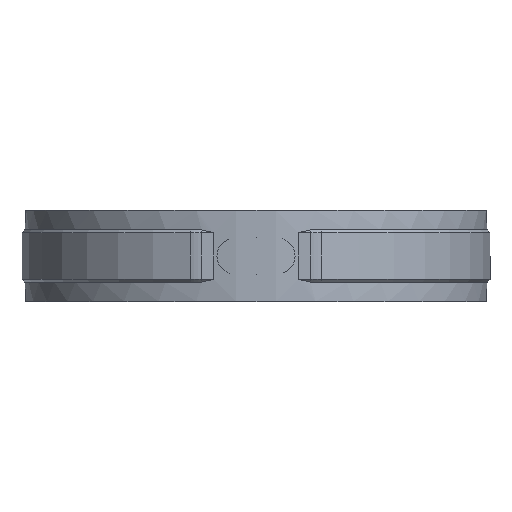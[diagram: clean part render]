
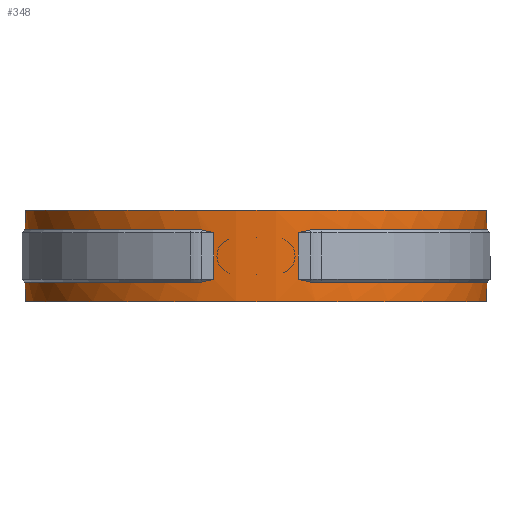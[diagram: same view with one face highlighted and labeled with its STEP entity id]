
A CAD part, front view. The second image highlights one B-rep face of the part: STEP entity #348.
In plain terms, the highlighted cylindrical face has radius 88.6 mm (diameter 177.2 mm), a partial arc.
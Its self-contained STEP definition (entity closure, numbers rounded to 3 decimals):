
#348 = ADVANCED_FACE( '', ( #563 ), #564, .T. );
#563 = FACE_OUTER_BOUND( '', #1317, .T. );
#564 = CYLINDRICAL_SURFACE( '', #1318, 88.6 );
#1317 = EDGE_LOOP( '', ( #3064, #3065, #3066, #3067, #3068, #3069, #3070, #3071, #3072, #3073, #3074, #3075, #3076, #3077, #3078, #3079 ) );
#1318 = AXIS2_PLACEMENT_3D( '', #3080, #3081, #3082 );
#3064 = ORIENTED_EDGE( '', *, *, #5098, .F. );
#3065 = ORIENTED_EDGE( '', *, *, #5094, .T. );
#3066 = ORIENTED_EDGE( '', *, *, #5103, .F. );
#3067 = ORIENTED_EDGE( '', *, *, #5104, .F. );
#3068 = ORIENTED_EDGE( '', *, *, #5105, .T. );
#3069 = ORIENTED_EDGE( '', *, *, #5106, .T. );
#3070 = ORIENTED_EDGE( '', *, *, #5107, .F. );
#3071 = ORIENTED_EDGE( '', *, *, #5108, .T. );
#3072 = ORIENTED_EDGE( '', *, *, #5109, .F. );
#3073 = ORIENTED_EDGE( '', *, *, #5110, .F. );
#3074 = ORIENTED_EDGE( '', *, *, #5111, .T. );
#3075 = ORIENTED_EDGE( '', *, *, #5091, .T. );
#3076 = ORIENTED_EDGE( '', *, *, #5112, .T. );
#3077 = ORIENTED_EDGE( '', *, *, #5113, .T. );
#3078 = ORIENTED_EDGE( '', *, *, #5114, .T. );
#3079 = ORIENTED_EDGE( '', *, *, #5115, .T. );
#3080 = CARTESIAN_POINT( '', ( 0., 0., -33.5 ) );
#3081 = DIRECTION( '', ( 0., 0., 1. ) );
#3082 = DIRECTION( '', ( 0., 1., 0. ) );
#5091 = EDGE_CURVE( '', #5676, #5674, #5677, .F. );
#5094 = EDGE_CURVE( '', #5666, #5679, #5681, .F. );
#5098 = EDGE_CURVE( '', #5666, #5687, #5688, .F. );
#5103 = EDGE_CURVE( '', #5695, #5679, #5696, .T. );
#5104 = EDGE_CURVE( '', #5697, #5695, #5698, .F. );
#5105 = EDGE_CURVE( '', #5697, #5699, #5700, .F. );
#5106 = EDGE_CURVE( '', #5699, #5701, #5702, .F. );
#5107 = EDGE_CURVE( '', #5703, #5701, #5704, .F. );
#5108 = EDGE_CURVE( '', #5703, #5705, #5706, .T. );
#5109 = EDGE_CURVE( '', #5707, #5705, #5708, .F. );
#5110 = EDGE_CURVE( '', #5709, #5707, #5710, .F. );
#5111 = EDGE_CURVE( '', #5709, #5676, #5711, .T. );
#5112 = EDGE_CURVE( '', #5674, #5712, #5713, .F. );
#5113 = EDGE_CURVE( '', #5712, #5714, #5715, .T. );
#5114 = EDGE_CURVE( '', #5714, #5716, #5717, .F. );
#5115 = EDGE_CURVE( '', #5716, #5687, #5718, .F. );
#5666 = VERTEX_POINT( '', #7570 );
#5674 = VERTEX_POINT( '', #7586 );
#5676 = VERTEX_POINT( '', #7589 );
#5677 = LINE( '', #7590, #7591 );
#5679 = VERTEX_POINT( '', #7594 );
#5681 = LINE( '', #7597, #7598 );
#5687 = VERTEX_POINT( '', #7605 );
#5688 = CIRCLE( '', #7606, 88.6 );
#5695 = VERTEX_POINT( '', #7615 );
#5696 = CIRCLE( '', #7616, 88.6 );
#5697 = VERTEX_POINT( '', #7617 );
#5698 = LINE( '', #7618, #7619 );
#5699 = VERTEX_POINT( '', #7620 );
#5700 = CIRCLE( '', #7621, 88.6 );
#5701 = VERTEX_POINT( '', #7622 );
#5702 = ELLIPSE( '', #7623, 125.299, 88.6 );
#5703 = VERTEX_POINT( '', #7624 );
#5704 = LINE( '', #7625, #7626 );
#5705 = VERTEX_POINT( '', #7627 );
#5706 = ELLIPSE( '', #7628, 125.299, 88.6 );
#5707 = VERTEX_POINT( '', #7629 );
#5708 = CIRCLE( '', #7630, 88.6 );
#5709 = VERTEX_POINT( '', #7631 );
#5710 = LINE( '', #7632, #7633 );
#5711 = CIRCLE( '', #7634, 88.6 );
#5712 = VERTEX_POINT( '', #7635 );
#5713 = CIRCLE( '', #7636, 88.6 );
#5714 = VERTEX_POINT( '', #7637 );
#5715 = ELLIPSE( '', #7638, 125.299, 88.6 );
#5716 = VERTEX_POINT( '', #7639 );
#5717 = LINE( '', #7640, #7641 );
#5718 = ELLIPSE( '', #7642, 125.299, 88.6 );
#7570 = CARTESIAN_POINT( '', ( 8.4, 88.201, -6. ) );
#7586 = CARTESIAN_POINT( '', ( 8.4, 88.201, -26. ) );
#7589 = CARTESIAN_POINT( '', ( 8.4, 88.201, -33.5 ) );
#7590 = CARTESIAN_POINT( '', ( 8.4, 88.201, -33.5 ) );
#7591 = VECTOR( '', #9712, 1000. );
#7594 = CARTESIAN_POINT( '', ( 8.4, 88.201, 1.5 ) );
#7597 = CARTESIAN_POINT( '', ( 8.4, 88.201, -33.5 ) );
#7598 = VECTOR( '', #9715, 1000. );
#7605 = CARTESIAN_POINT( '', ( 20.899, -86.1, -6. ) );
#7606 = AXIS2_PLACEMENT_3D( '', #9723, #9724, #9725 );
#7615 = CARTESIAN_POINT( '', ( -8.4, 88.201, 1.5 ) );
#7616 = AXIS2_PLACEMENT_3D( '', #9734, #9735, #9736 );
#7617 = CARTESIAN_POINT( '', ( -8.4, 88.201, -6. ) );
#7618 = CARTESIAN_POINT( '', ( -8.4, 88.201, -33.5 ) );
#7619 = VECTOR( '', #9737, 1000. );
#7620 = CARTESIAN_POINT( '', ( -20.899, -86.1, -6. ) );
#7621 = AXIS2_PLACEMENT_3D( '', #9738, #9739, #9740 );
#7622 = CARTESIAN_POINT( '', ( -16.234, -87.1, -7. ) );
#7623 = AXIS2_PLACEMENT_3D( '', #9741, #9742, #9743 );
#7624 = CARTESIAN_POINT( '', ( -16.234, -87.1, -25. ) );
#7625 = CARTESIAN_POINT( '', ( -16.234, -87.1, -33.5 ) );
#7626 = VECTOR( '', #9744, 1000. );
#7627 = CARTESIAN_POINT( '', ( -20.899, -86.1, -26. ) );
#7628 = AXIS2_PLACEMENT_3D( '', #9745, #9746, #9747 );
#7629 = CARTESIAN_POINT( '', ( -8.4, 88.201, -26. ) );
#7630 = AXIS2_PLACEMENT_3D( '', #9748, #9749, #9750 );
#7631 = CARTESIAN_POINT( '', ( -8.4, 88.201, -33.5 ) );
#7632 = CARTESIAN_POINT( '', ( -8.4, 88.201, -33.5 ) );
#7633 = VECTOR( '', #9751, 1000. );
#7634 = AXIS2_PLACEMENT_3D( '', #9752, #9753, #9754 );
#7635 = CARTESIAN_POINT( '', ( 20.899, -86.1, -26. ) );
#7636 = AXIS2_PLACEMENT_3D( '', #9755, #9756, #9757 );
#7637 = CARTESIAN_POINT( '', ( 16.234, -87.1, -25. ) );
#7638 = AXIS2_PLACEMENT_3D( '', #9758, #9759, #9760 );
#7639 = CARTESIAN_POINT( '', ( 16.234, -87.1, -7. ) );
#7640 = CARTESIAN_POINT( '', ( 16.234, -87.1, -33.5 ) );
#7641 = VECTOR( '', #9761, 1000. );
#7642 = AXIS2_PLACEMENT_3D( '', #9762, #9763, #9764 );
#9712 = DIRECTION( '', ( 0., 0., -1. ) );
#9715 = DIRECTION( '', ( 0., 0., -1. ) );
#9723 = CARTESIAN_POINT( '', ( 0., 0., -6. ) );
#9724 = DIRECTION( '', ( 0., 0., 1. ) );
#9725 = DIRECTION( '', ( 1., 0., 0. ) );
#9734 = CARTESIAN_POINT( '', ( 0., 0., 1.5 ) );
#9735 = DIRECTION( '', ( 0., 0., 1. ) );
#9736 = DIRECTION( '', ( 0., -1., 0. ) );
#9737 = DIRECTION( '', ( 0., 0., -1. ) );
#9738 = CARTESIAN_POINT( '', ( 0., 0., -6. ) );
#9739 = DIRECTION( '', ( 0., 0., -1. ) );
#9740 = DIRECTION( '', ( -1., 0., 0. ) );
#9741 = CARTESIAN_POINT( '', ( 0., 0., 80.1 ) );
#9742 = DIRECTION( '', ( 0., 0.707, -0.707 ) );
#9743 = DIRECTION( '', ( 0., -0.707, -0.707 ) );
#9744 = DIRECTION( '', ( 0., 0., -1. ) );
#9745 = CARTESIAN_POINT( '', ( 0., 0., -112.1 ) );
#9746 = DIRECTION( '', ( 0., -0.707, -0.707 ) );
#9747 = DIRECTION( '', ( 0., 0.707, -0.707 ) );
#9748 = CARTESIAN_POINT( '', ( 0., 0., -26. ) );
#9749 = DIRECTION( '', ( 0., 0., -1. ) );
#9750 = DIRECTION( '', ( -1., 0., 0. ) );
#9751 = DIRECTION( '', ( 0., 0., -1. ) );
#9752 = CARTESIAN_POINT( '', ( 0., 0., -33.5 ) );
#9753 = DIRECTION( '', ( 0., 0., 1. ) );
#9754 = DIRECTION( '', ( 0., -1., 0. ) );
#9755 = CARTESIAN_POINT( '', ( 0., 0., -26. ) );
#9756 = DIRECTION( '', ( 0., 0., 1. ) );
#9757 = DIRECTION( '', ( 1., 0., 0. ) );
#9758 = CARTESIAN_POINT( '', ( 0., 0., -112.1 ) );
#9759 = DIRECTION( '', ( 0., -0.707, -0.707 ) );
#9760 = DIRECTION( '', ( 0., 0.707, -0.707 ) );
#9761 = DIRECTION( '', ( 0., 0., -1. ) );
#9762 = CARTESIAN_POINT( '', ( 0., 0., 80.1 ) );
#9763 = DIRECTION( '', ( 0., 0.707, -0.707 ) );
#9764 = DIRECTION( '', ( 0., -0.707, -0.707 ) );
